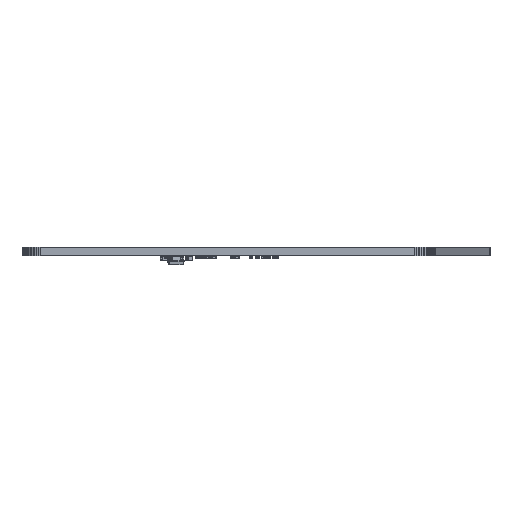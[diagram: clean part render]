
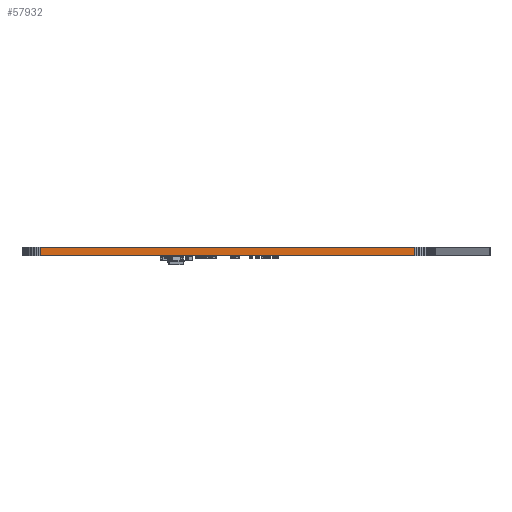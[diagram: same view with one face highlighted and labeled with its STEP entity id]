
A CAD part, left-side view. The second image highlights one B-rep face of the part: STEP entity #57932.
In plain terms, the highlighted planar face has unit normal (-1, -0.002, 0).
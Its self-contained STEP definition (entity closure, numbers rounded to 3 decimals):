
#23430 = PLANE('',#23431);
#23431 = AXIS2_PLACEMENT_3D('',#23432,#23433,#23434);
#23432 = CARTESIAN_POINT('',(143.49,-84.288,1.58));
#23433 = DIRECTION('',(-0.,-0.,-1.));
#23434 = DIRECTION('',(-1.,0.,0.));
#23484 = PLANE('',#23485);
#23485 = AXIS2_PLACEMENT_3D('',#23486,#23487,#23488);
#23486 = CARTESIAN_POINT('',(143.49,-84.288,0.));
#23487 = DIRECTION('',(-0.,-0.,-1.));
#23488 = DIRECTION('',(-1.,0.,0.));
#27709 = VERTEX_POINT('',#27710);
#27710 = CARTESIAN_POINT('',(35.994,-115.747,0.));
#27724 = PLANE('',#27725);
#27725 = AXIS2_PLACEMENT_3D('',#27726,#27727,#27728);
#27726 = CARTESIAN_POINT('',(36.013,-116.083,0.));
#27727 = DIRECTION('',(-0.998,-0.058,0.));
#27728 = DIRECTION('',(-0.058,0.998,0.));
#27736 = EDGE_CURVE('',#27709,#27737,#27739,.T.);
#27737 = VERTEX_POINT('',#27738);
#27738 = CARTESIAN_POINT('',(35.872,-46.418,0.));
#27739 = SURFACE_CURVE('',#27740,(#27744,#27751),.PCURVE_S1.);
#27740 = LINE('',#27741,#27742);
#27741 = CARTESIAN_POINT('',(35.994,-115.747,0.));
#27742 = VECTOR('',#27743,1.);
#27743 = DIRECTION('',(-0.002,1.,0.));
#27744 = PCURVE('',#23484,#27745);
#27745 = DEFINITIONAL_REPRESENTATION('',(#27746),#27750);
#27746 = LINE('',#27747,#27748);
#27747 = CARTESIAN_POINT('',(107.497,-31.459));
#27748 = VECTOR('',#27749,1.);
#27749 = DIRECTION('',(0.002,1.));
#27750 = ( GEOMETRIC_REPRESENTATION_CONTEXT(2) 
PARAMETRIC_REPRESENTATION_CONTEXT() REPRESENTATION_CONTEXT('2D SPACE',''
  ) );
#27751 = PCURVE('',#27752,#27757);
#27752 = PLANE('',#27753);
#27753 = AXIS2_PLACEMENT_3D('',#27754,#27755,#27756);
#27754 = CARTESIAN_POINT('',(35.994,-115.747,0.));
#27755 = DIRECTION('',(-1.,-0.002,0.));
#27756 = DIRECTION('',(-0.002,1.,0.));
#27757 = DEFINITIONAL_REPRESENTATION('',(#27758),#27762);
#27758 = LINE('',#27759,#27760);
#27759 = CARTESIAN_POINT('',(0.,0.));
#27760 = VECTOR('',#27761,1.);
#27761 = DIRECTION('',(1.,0.));
#27762 = ( GEOMETRIC_REPRESENTATION_CONTEXT(2) 
PARAMETRIC_REPRESENTATION_CONTEXT() REPRESENTATION_CONTEXT('2D SPACE',''
  ) );
#27780 = PLANE('',#27781);
#27781 = AXIS2_PLACEMENT_3D('',#27782,#27783,#27784);
#27782 = CARTESIAN_POINT('',(35.872,-46.418,0.));
#27783 = DIRECTION('',(-0.999,0.054,0.));
#27784 = DIRECTION('',(0.054,0.999,0.));
#43471 = VERTEX_POINT('',#43472);
#43472 = CARTESIAN_POINT('',(35.994,-115.747,1.58));
#43493 = EDGE_CURVE('',#43471,#43494,#43496,.T.);
#43494 = VERTEX_POINT('',#43495);
#43495 = CARTESIAN_POINT('',(35.872,-46.418,1.58));
#43496 = SURFACE_CURVE('',#43497,(#43501,#43508),.PCURVE_S1.);
#43497 = LINE('',#43498,#43499);
#43498 = CARTESIAN_POINT('',(35.994,-115.747,1.58));
#43499 = VECTOR('',#43500,1.);
#43500 = DIRECTION('',(-0.002,1.,0.));
#43501 = PCURVE('',#23430,#43502);
#43502 = DEFINITIONAL_REPRESENTATION('',(#43503),#43507);
#43503 = LINE('',#43504,#43505);
#43504 = CARTESIAN_POINT('',(107.497,-31.459));
#43505 = VECTOR('',#43506,1.);
#43506 = DIRECTION('',(0.002,1.));
#43507 = ( GEOMETRIC_REPRESENTATION_CONTEXT(2) 
PARAMETRIC_REPRESENTATION_CONTEXT() REPRESENTATION_CONTEXT('2D SPACE',''
  ) );
#43508 = PCURVE('',#27752,#43509);
#43509 = DEFINITIONAL_REPRESENTATION('',(#43510),#43514);
#43510 = LINE('',#43511,#43512);
#43511 = CARTESIAN_POINT('',(0.,-1.58));
#43512 = VECTOR('',#43513,1.);
#43513 = DIRECTION('',(1.,0.));
#43514 = ( GEOMETRIC_REPRESENTATION_CONTEXT(2) 
PARAMETRIC_REPRESENTATION_CONTEXT() REPRESENTATION_CONTEXT('2D SPACE',''
  ) );
#57882 = EDGE_CURVE('',#27737,#43494,#57883,.T.);
#57883 = SURFACE_CURVE('',#57884,(#57888,#57895),.PCURVE_S1.);
#57884 = LINE('',#57885,#57886);
#57885 = CARTESIAN_POINT('',(35.872,-46.418,0.));
#57886 = VECTOR('',#57887,1.);
#57887 = DIRECTION('',(0.,0.,1.));
#57888 = PCURVE('',#27780,#57889);
#57889 = DEFINITIONAL_REPRESENTATION('',(#57890),#57894);
#57890 = LINE('',#57891,#57892);
#57891 = CARTESIAN_POINT('',(0.,0.));
#57892 = VECTOR('',#57893,1.);
#57893 = DIRECTION('',(0.,-1.));
#57894 = ( GEOMETRIC_REPRESENTATION_CONTEXT(2) 
PARAMETRIC_REPRESENTATION_CONTEXT() REPRESENTATION_CONTEXT('2D SPACE',''
  ) );
#57895 = PCURVE('',#27752,#57896);
#57896 = DEFINITIONAL_REPRESENTATION('',(#57897),#57901);
#57897 = LINE('',#57898,#57899);
#57898 = CARTESIAN_POINT('',(69.33,0.));
#57899 = VECTOR('',#57900,1.);
#57900 = DIRECTION('',(0.,-1.));
#57901 = ( GEOMETRIC_REPRESENTATION_CONTEXT(2) 
PARAMETRIC_REPRESENTATION_CONTEXT() REPRESENTATION_CONTEXT('2D SPACE',''
  ) );
#57932 = ADVANCED_FACE('',(#57933),#27752,.T.);
#57933 = FACE_BOUND('',#57934,.T.);
#57934 = EDGE_LOOP('',(#57935,#57956,#57957,#57958));
#57935 = ORIENTED_EDGE('',*,*,#57936,.T.);
#57936 = EDGE_CURVE('',#27709,#43471,#57937,.T.);
#57937 = SURFACE_CURVE('',#57938,(#57942,#57949),.PCURVE_S1.);
#57938 = LINE('',#57939,#57940);
#57939 = CARTESIAN_POINT('',(35.994,-115.747,0.));
#57940 = VECTOR('',#57941,1.);
#57941 = DIRECTION('',(0.,0.,1.));
#57942 = PCURVE('',#27752,#57943);
#57943 = DEFINITIONAL_REPRESENTATION('',(#57944),#57948);
#57944 = LINE('',#57945,#57946);
#57945 = CARTESIAN_POINT('',(0.,0.));
#57946 = VECTOR('',#57947,1.);
#57947 = DIRECTION('',(0.,-1.));
#57948 = ( GEOMETRIC_REPRESENTATION_CONTEXT(2) 
PARAMETRIC_REPRESENTATION_CONTEXT() REPRESENTATION_CONTEXT('2D SPACE',''
  ) );
#57949 = PCURVE('',#27724,#57950);
#57950 = DEFINITIONAL_REPRESENTATION('',(#57951),#57955);
#57951 = LINE('',#57952,#57953);
#57952 = CARTESIAN_POINT('',(0.336,0.));
#57953 = VECTOR('',#57954,1.);
#57954 = DIRECTION('',(0.,-1.));
#57955 = ( GEOMETRIC_REPRESENTATION_CONTEXT(2) 
PARAMETRIC_REPRESENTATION_CONTEXT() REPRESENTATION_CONTEXT('2D SPACE',''
  ) );
#57956 = ORIENTED_EDGE('',*,*,#43493,.T.);
#57957 = ORIENTED_EDGE('',*,*,#57882,.F.);
#57958 = ORIENTED_EDGE('',*,*,#27736,.F.);
